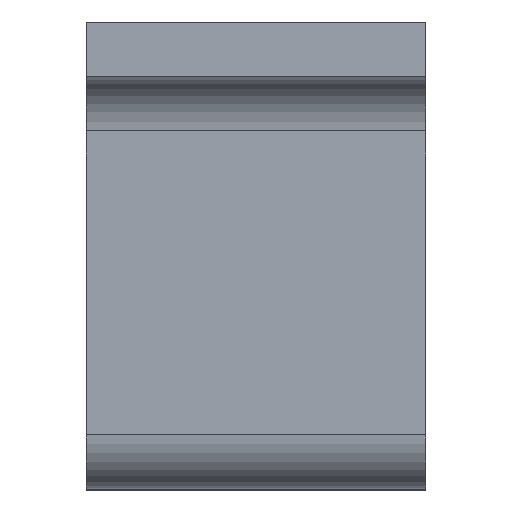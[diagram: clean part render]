
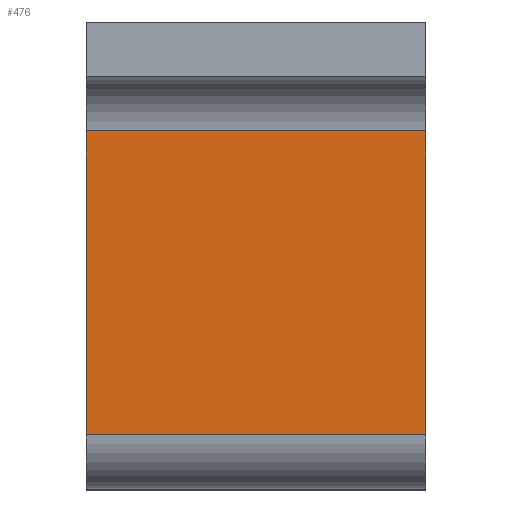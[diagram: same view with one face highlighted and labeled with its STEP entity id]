
A CAD part, top view. The second image highlights one B-rep face of the part: STEP entity #476.
In plain terms, the highlighted planar face has unit normal (0, 0, 1).
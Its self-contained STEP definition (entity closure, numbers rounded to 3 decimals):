
#205=CARTESIAN_POINT('Vertex',(6.25,-19.,10.)) ;
#208=CARTESIAN_POINT('Line Origine',(0.,-19.,10.)) ;
#212=CARTESIAN_POINT('Vertex',(-6.25,-19.,10.)) ;
#446=CARTESIAN_POINT('Axis2P3D Location',(0.,-3.8,10.)) ;
#451=CARTESIAN_POINT('Line Origine',(-6.25,-13.4,10.)) ;
#455=CARTESIAN_POINT('Vertex',(-6.25,-7.8,10.)) ;
#458=CARTESIAN_POINT('Line Origine',(6.25,-13.4,10.)) ;
#462=CARTESIAN_POINT('Vertex',(6.25,-7.8,10.)) ;
#465=CARTESIAN_POINT('Line Origine',(0.,-7.8,10.)) ;
#209=DIRECTION('Vector Direction',(1.,0.,0.)) ;
#447=DIRECTION('Axis2P3D Direction',(-0.,0.,1.)) ;
#448=DIRECTION('Axis2P3D XDirection',(0.,-1.,0.)) ;
#452=DIRECTION('Vector Direction',(0.,-1.,0.)) ;
#459=DIRECTION('Vector Direction',(0.,-1.,0.)) ;
#466=DIRECTION('Vector Direction',(1.,0.,0.)) ;
#449=AXIS2_PLACEMENT_3D('Plane Axis2P3D',#446,#447,#448) ;
#471=ORIENTED_EDGE('',*,*,#457,.T.) ;
#472=ORIENTED_EDGE('',*,*,#214,.T.) ;
#473=ORIENTED_EDGE('',*,*,#464,.F.) ;
#474=ORIENTED_EDGE('',*,*,#469,.F.) ;
#210=VECTOR('Line Direction',#209,1.) ;
#453=VECTOR('Line Direction',#452,1.) ;
#460=VECTOR('Line Direction',#459,1.) ;
#467=VECTOR('Line Direction',#466,1.) ;
#476=ADVANCED_FACE('Corps principal',(#475),#450,.T.) ;
#214=EDGE_CURVE('',#213,#206,#211,.T.) ;
#457=EDGE_CURVE('',#456,#213,#454,.T.) ;
#464=EDGE_CURVE('',#463,#206,#461,.T.) ;
#469=EDGE_CURVE('',#456,#463,#468,.T.) ;
#470=EDGE_LOOP('',(#471,#472,#473,#474)) ;
#475=FACE_OUTER_BOUND('',#470,.T.) ;
#211=LINE('Line',#208,#210) ;
#454=LINE('Line',#451,#453) ;
#461=LINE('Line',#458,#460) ;
#468=LINE('Line',#465,#467) ;
#450=PLANE('Plane',#449) ;
#206=VERTEX_POINT('',#205) ;
#213=VERTEX_POINT('',#212) ;
#456=VERTEX_POINT('',#455) ;
#463=VERTEX_POINT('',#462) ;
